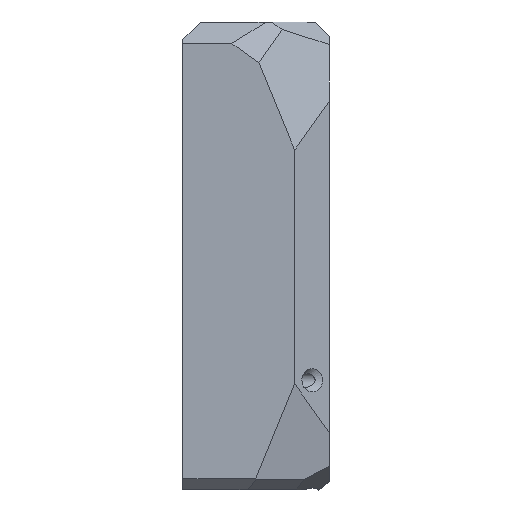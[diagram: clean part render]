
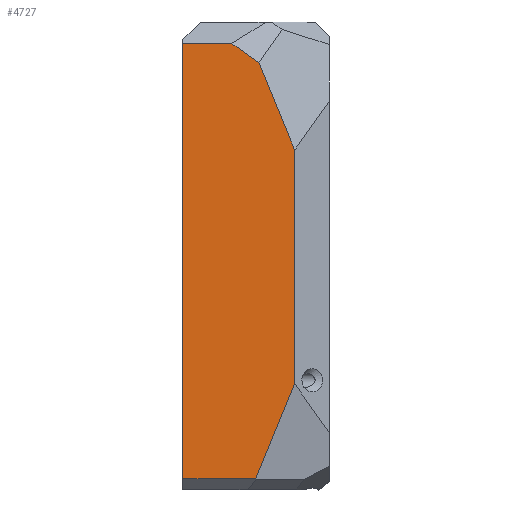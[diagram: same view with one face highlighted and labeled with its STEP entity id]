
A CAD part, left-side view. The second image highlights one B-rep face of the part: STEP entity #4727.
In plain terms, the highlighted planar face has unit normal (-1, 0, 0).
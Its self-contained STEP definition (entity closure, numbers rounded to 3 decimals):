
#518=FACE_OUTER_BOUND('',#784,.T.);
#784=EDGE_LOOP('',(#3898,#3899,#3900,#3901,#3902,#3903,#3904));
#1126=LINE('',#7693,#1600);
#1207=LINE('',#8114,#1681);
#1219=LINE('',#8147,#1693);
#1220=LINE('',#8150,#1694);
#1221=LINE('',#8152,#1695);
#1222=LINE('',#8154,#1696);
#1223=LINE('',#8155,#1697);
#1600=VECTOR('',#5543,10.);
#1681=VECTOR('',#5708,10.);
#1693=VECTOR('',#5742,10.);
#1694=VECTOR('',#5745,10.);
#1695=VECTOR('',#5746,10.);
#1696=VECTOR('',#5747,10.);
#1697=VECTOR('',#5748,10.);
#2097=VERTEX_POINT('',#7690);
#2098=VERTEX_POINT('',#7692);
#2210=VERTEX_POINT('',#8111);
#2211=VERTEX_POINT('',#8113);
#2222=VERTEX_POINT('',#8149);
#2223=VERTEX_POINT('',#8151);
#2224=VERTEX_POINT('',#8153);
#2668=EDGE_CURVE('',#2097,#2098,#1126,.F.);
#2806=EDGE_CURVE('',#2210,#2211,#1207,.F.);
#2822=EDGE_CURVE('',#2211,#2097,#1219,.T.);
#2823=EDGE_CURVE('',#2222,#2210,#1220,.F.);
#2824=EDGE_CURVE('',#2223,#2222,#1221,.F.);
#2825=EDGE_CURVE('',#2224,#2223,#1222,.F.);
#2826=EDGE_CURVE('',#2098,#2224,#1223,.F.);
#3898=ORIENTED_EDGE('',*,*,#2822,.F.);
#3899=ORIENTED_EDGE('',*,*,#2806,.F.);
#3900=ORIENTED_EDGE('',*,*,#2823,.F.);
#3901=ORIENTED_EDGE('',*,*,#2824,.F.);
#3902=ORIENTED_EDGE('',*,*,#2825,.F.);
#3903=ORIENTED_EDGE('',*,*,#2826,.F.);
#3904=ORIENTED_EDGE('',*,*,#2668,.F.);
#4516=PLANE('',#5025);
#4727=ADVANCED_FACE('',(#518),#4516,.T.);
#5025=AXIS2_PLACEMENT_3D('',#8148,#5743,#5744);
#5543=DIRECTION('',(0.,0.,-1.));
#5708=DIRECTION('',(0.,-0.379,0.925));
#5742=DIRECTION('',(0.,1.,0.));
#5743=DIRECTION('center_axis',(-1.,0.,0.));
#5744=DIRECTION('ref_axis',(0.,0.,-1.));
#5745=DIRECTION('',(0.,0.,1.));
#5746=DIRECTION('',(0.,0.379,0.925));
#5747=DIRECTION('',(0.,0.816,0.577));
#5748=DIRECTION('',(0.,1.,0.));
#7690=CARTESIAN_POINT('',(201.121,190.804,370.598));
#7692=CARTESIAN_POINT('',(201.121,190.804,569.07));
#7693=CARTESIAN_POINT('',(201.121,190.804,534.236));
#8111=CARTESIAN_POINT('',(201.121,139.804,413.959));
#8113=CARTESIAN_POINT('',(201.121,157.581,370.598));
#8114=CARTESIAN_POINT('',(201.121,119.419,463.681));
#8147=CARTESIAN_POINT('',(201.121,168.765,370.598));
#8148=CARTESIAN_POINT('Origin',(201.121,187.804,557.898));
#8149=CARTESIAN_POINT('',(201.121,139.804,520.538));
#8150=CARTESIAN_POINT('',(201.121,139.804,546.067));
#8151=CARTESIAN_POINT('',(201.121,156.134,560.37));
#8152=CARTESIAN_POINT('',(201.121,155.721,559.363));
#8153=CARTESIAN_POINT('',(201.121,168.438,569.07));
#8154=CARTESIAN_POINT('',(201.121,169.152,569.575));
#8155=CARTESIAN_POINT('',(201.121,187.804,569.07));
